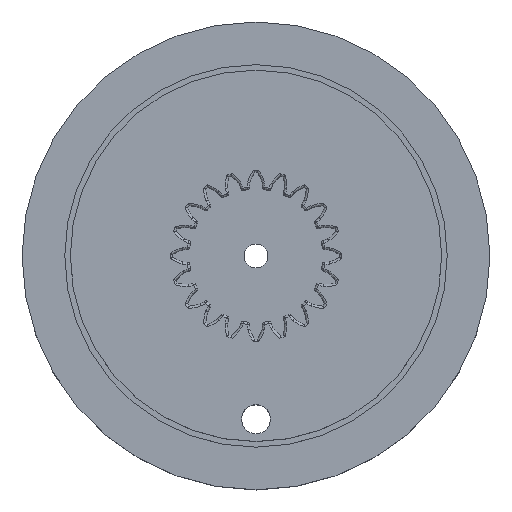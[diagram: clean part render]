
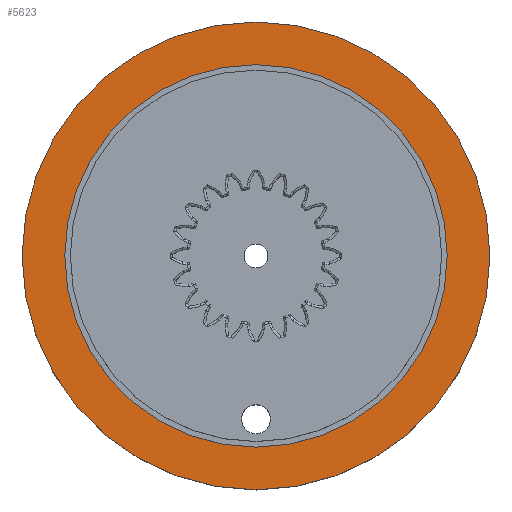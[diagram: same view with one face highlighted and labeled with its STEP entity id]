
A CAD part, top view. The second image highlights one B-rep face of the part: STEP entity #5623.
In plain terms, the highlighted planar face has unit normal (0, 0, 1).
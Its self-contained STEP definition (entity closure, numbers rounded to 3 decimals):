
#36=FACE_BOUND('',#1960,.T.);
#47=PLANE('',#5945);
#1579=FACE_OUTER_BOUND('',#1959,.T.);
#1959=EDGE_LOOP('',(#4683));
#1960=EDGE_LOOP('',(#4684));
#2221=CIRCLE('',#5941,25.75);
#2223=CIRCLE('',#5946,31.5);
#2604=VERTEX_POINT('',#16168);
#2606=VERTEX_POINT('',#16176);
#3361=EDGE_CURVE('',#2604,#2604,#2221,.T.);
#3363=EDGE_CURVE('',#2606,#2606,#2223,.T.);
#4683=ORIENTED_EDGE('',*,*,#3363,.T.);
#4684=ORIENTED_EDGE('',*,*,#3361,.T.);
#5623=ADVANCED_FACE('',(#1579,#36),#47,.T.);
#5941=AXIS2_PLACEMENT_3D('',#16170,#6448,#6449);
#5945=AXIS2_PLACEMENT_3D('',#16175,#6456,#6457);
#5946=AXIS2_PLACEMENT_3D('',#16177,#6458,#6459);
#6448=DIRECTION('center_axis',(0.,0.,-1.));
#6449=DIRECTION('ref_axis',(-1.,0.,0.));
#6456=DIRECTION('center_axis',(0.,0.,1.));
#6457=DIRECTION('ref_axis',(-1.,0.,0.));
#6458=DIRECTION('center_axis',(0.,0.,1.));
#6459=DIRECTION('ref_axis',(-1.,0.,0.));
#16168=CARTESIAN_POINT('',(335.75,-100.,12.));
#16170=CARTESIAN_POINT('Origin',(310.,-100.,12.));
#16175=CARTESIAN_POINT('Origin',(310.,-100.,12.));
#16176=CARTESIAN_POINT('',(278.5,-100.,12.));
#16177=CARTESIAN_POINT('Origin',(310.,-100.,12.));
